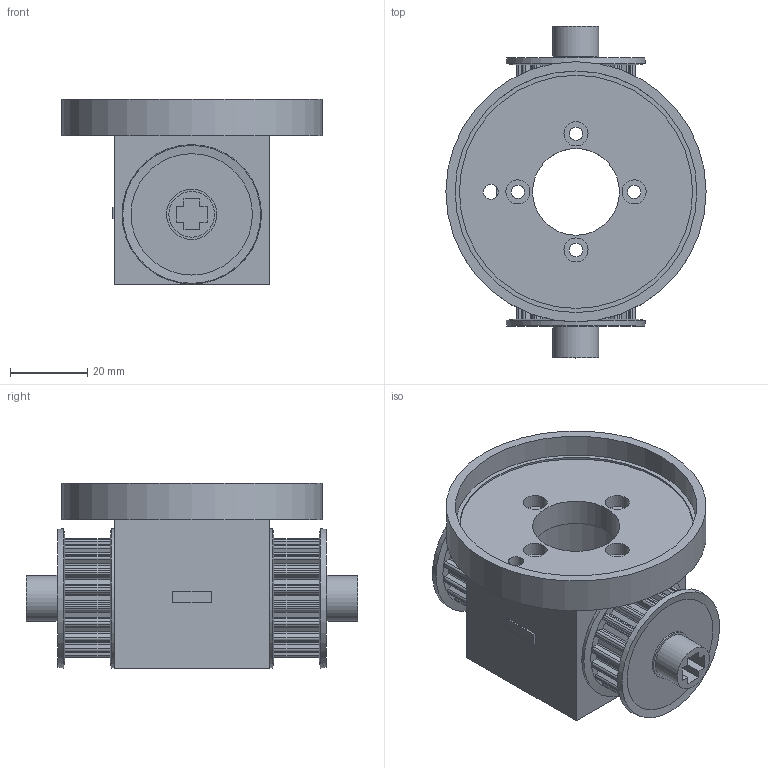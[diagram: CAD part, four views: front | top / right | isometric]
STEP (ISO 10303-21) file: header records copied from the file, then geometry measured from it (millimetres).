
FILE_DESCRIPTION(/* description */ (''),/* implementation_level */ '2;1');
FILE_NAME(/* name */ 'joint5_6_housing.step',/* time_stamp */ '2025-12-08T19:18:30+01:00',/* author */ (''),/* organization */ (''),/* preprocessor_version */ 'ST-DEVELOPER v20.1',/* originating_system */ 'Autodesk Translation Framework v14.21.0.0',/* authorisation */ '');
FILE_SCHEMA (('AUTOMOTIVE_DESIGN { 1 0 10303 214 3 1 1 }'));
Length unit declared in the file: millimetre
Products named in the file (1): FusionComponent
Bounding box: 67.2 x 85.7 x 47.9 mm (x, y, z)
Volume: 57785.9 mm3; surface area: 28023.1 mm2
Topology: 1 solids, 2 shells, 393 faces, 1107 edges, 738 vertices
Faces by surface type: cylinder 219, plane 164, cone 10
Full cylindrical faces by diameter (mm): 3.4 x4, 3.9 x1, 6.2 x4, 11.8 x2, 13 x2, 22.4 x1, 26.1 x1, 36.4 x1, 60.2 x1, 62.4 x1, 67.2 x1
Entity records: 12934 total; most frequent: DIRECTION 2353, CARTESIAN_POINT 2239, ORIENTED_EDGE 2214, EDGE_CURVE 1107, AXIS2_PLACEMENT_3D 852, VERTEX_POINT 738, LINE 649, VECTOR 649
